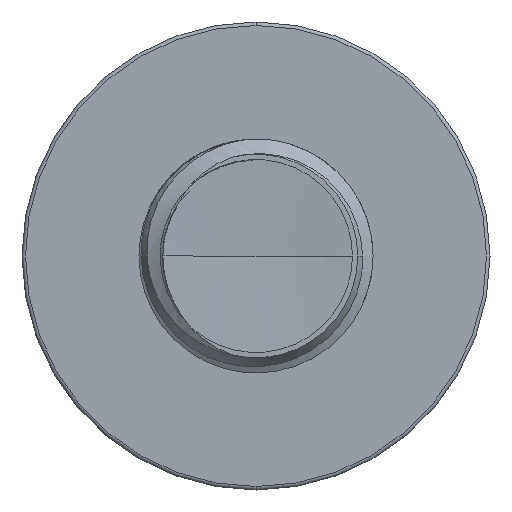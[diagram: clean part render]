
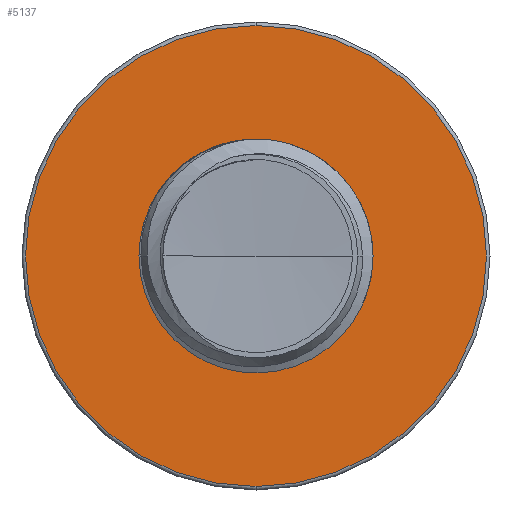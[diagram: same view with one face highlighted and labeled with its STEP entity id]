
A CAD part, front view. The second image highlights one B-rep face of the part: STEP entity #5137.
In plain terms, the highlighted planar face has unit normal (0, -1, 0).
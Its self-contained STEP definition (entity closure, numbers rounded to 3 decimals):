
#497 = FACE_OUTER_BOUND ( 'NONE', #20653, .T. ) ;
#1314 = AXIS2_PLACEMENT_3D ( 'NONE', #22875, #22870, #22838 ) ;
#1420 = CARTESIAN_POINT ( 'NONE',  ( 0., 12.5, -2.923 ) ) ;
#1803 = CIRCLE ( 'NONE', #5344, 5.91 ) ;
#2570 = EDGE_CURVE ( 'NONE', #16688, #5093, #26855, .T. ) ;
#2678 = EDGE_CURVE ( 'NONE', #21438, #21820, #16928, .T. ) ;
#4553 = ORIENTED_EDGE ( 'NONE', *, *, #8888, .T. ) ;
#5093 = VERTEX_POINT ( 'NONE', #23526 ) ;
#5137 = ADVANCED_FACE ( 'NONE', ( #497, #20914 ), #22463, .T. ) ;
#5344 = AXIS2_PLACEMENT_3D ( 'NONE', #15320, #15310, #15283 ) ;
#7191 = ORIENTED_EDGE ( 'NONE', *, *, #2570, .F. ) ;
#8888 = EDGE_CURVE ( 'NONE', #21820, #21438, #1803, .T. ) ;
#9990 = EDGE_CURVE ( 'NONE', #5093, #16688, #27010, .T. ) ;
#11421 = ORIENTED_EDGE ( 'NONE', *, *, #9990, .F. ) ;
#13417 = DIRECTION ( 'NONE',  ( 0., 0., -1. ) ) ;
#13451 = DIRECTION ( 'NONE',  ( 0., -1., 0. ) ) ;
#13486 = CARTESIAN_POINT ( 'NONE',  ( 0., 12.5, 0. ) ) ;
#15283 = DIRECTION ( 'NONE',  ( 0., 0., -1. ) ) ;
#15310 = DIRECTION ( 'NONE',  ( 0., -1., 0. ) ) ;
#15320 = CARTESIAN_POINT ( 'NONE',  ( 0., 12.5, 0. ) ) ;
#15951 = ORIENTED_EDGE ( 'NONE', *, *, #2678, .T. ) ;
#16688 = VERTEX_POINT ( 'NONE', #1420 ) ;
#16928 = CIRCLE ( 'NONE', #1314, 5.91 ) ;
#17487 = CARTESIAN_POINT ( 'NONE',  ( 0., 12.5, -5.91 ) ) ;
#17692 = CARTESIAN_POINT ( 'NONE',  ( 0., 12.5, 5.91 ) ) ;
#19743 = AXIS2_PLACEMENT_3D ( 'NONE', #23492, #22408, #22391 ) ;
#20653 = EDGE_LOOP ( 'NONE', ( #4553, #15951 ) ) ;
#20914 = FACE_BOUND ( 'NONE', #22972, .T. ) ;
#21438 = VERTEX_POINT ( 'NONE', #17692 ) ;
#21820 = VERTEX_POINT ( 'NONE', #17487 ) ;
#22391 = DIRECTION ( 'NONE',  ( 0., 0., -1. ) ) ;
#22408 = DIRECTION ( 'NONE',  ( 0., -1., 0. ) ) ;
#22463 = PLANE ( 'NONE',  #19743 ) ;
#22838 = DIRECTION ( 'NONE',  ( 0., 0., -1. ) ) ;
#22870 = DIRECTION ( 'NONE',  ( 0., -1., 0. ) ) ;
#22875 = CARTESIAN_POINT ( 'NONE',  ( 0., 12.5, 0. ) ) ;
#22972 = EDGE_LOOP ( 'NONE', ( #7191, #11421 ) ) ;
#23492 = CARTESIAN_POINT ( 'NONE',  ( 0., 12.5, 2.923 ) ) ;
#23526 = CARTESIAN_POINT ( 'NONE',  ( 0., 12.5, 2.923 ) ) ;
#24100 = AXIS2_PLACEMENT_3D ( 'NONE', #13486, #13451, #13417 ) ;
#24571 = DIRECTION ( 'NONE',  ( 0., -1., 0. ) ) ;
#24682 = CARTESIAN_POINT ( 'NONE',  ( 0., 12.5, 0. ) ) ;
#25538 = DIRECTION ( 'NONE',  ( 0., 0., -1. ) ) ;
#25811 = AXIS2_PLACEMENT_3D ( 'NONE', #24682, #24571, #25538 ) ;
#26855 = CIRCLE ( 'NONE', #25811, 2.923 ) ;
#27010 = CIRCLE ( 'NONE', #24100, 2.923 ) ;
